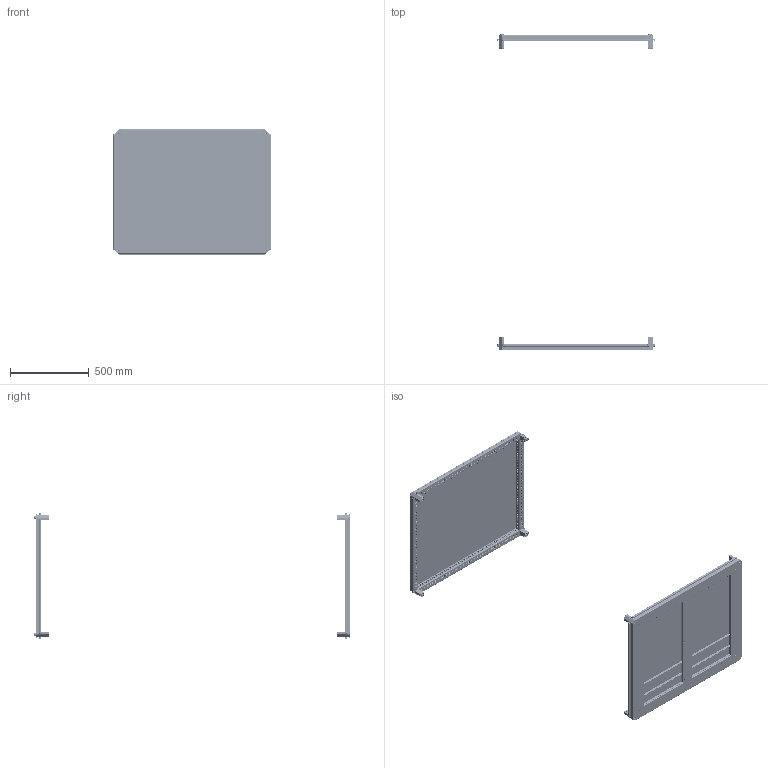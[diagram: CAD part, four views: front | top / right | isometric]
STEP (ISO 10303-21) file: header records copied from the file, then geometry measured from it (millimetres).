
FILE_DESCRIPTION (( 'STEP AP203' ), '1' );
FILE_NAME ('YKM40D-FO-KO-100-080-54 FORMAT Êðûøà è îñíîâàíèå 1000õ800 IP54 IEK.STEP', '2020-12-16T11:42:41', ( '' ), ( '' ), 'SwSTEP 2.0', 'SolidWorks 2017', '' );
FILE_SCHEMA (( 'CONFIG_CONTROL_DESIGN' ));
Products named in the file (1): YKM40D-FO-KO-100-080-54  FORMAT Êðûøà è îñíîâàíèå 1000õ800 IP54 IEK
Bounding box: 1000.19 x 2015 x 800.19 mm (x, y, z)
Volume: 4945093.7 mm3; surface area: 6053086 mm2
Topology: 131 solids, 131 shells, 11576 faces, 30376 edges, 19235 vertices
Faces by surface type: plane 5609, cylinder 3476, bspline 2032, cone 441, sphere 18
Full cylindrical faces by diameter (mm): 3.4 x32, 4 x34, 4.2 x76, 5.2 x516, 6 x36, 6.5 x2, 7 x16, 8 x19, 9.5 x1, 10 x4, 10.1 x4, 10.2 x8, 12 x4, 13 x4, 14 x8, 24 x4
Entity records: 483991 total; most frequent: CARTESIAN_POINT 221043, ORIENTED_EDGE 57426, DIRECTION 46592, EDGE_CURVE 28713, VERTEX_POINT 18565, VECTOR 16900, LINE 16900, EDGE_LOOP 15078
